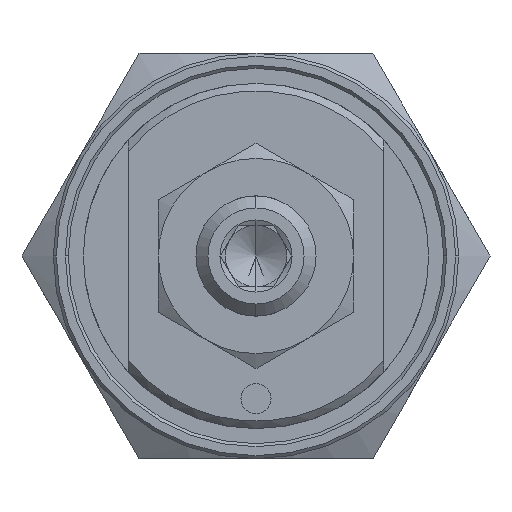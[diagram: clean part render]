
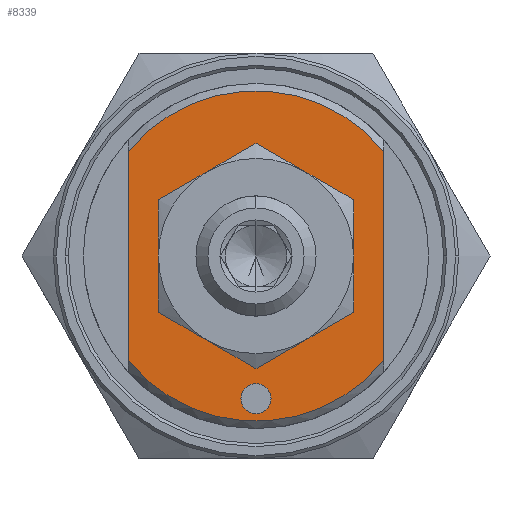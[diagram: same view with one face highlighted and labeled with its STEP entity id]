
A CAD part, left-side view. The second image highlights one B-rep face of the part: STEP entity #8339.
In plain terms, the highlighted planar face has unit normal (-1, 0, 0).
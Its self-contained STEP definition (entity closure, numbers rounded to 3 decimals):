
#258 = CARTESIAN_POINT ( 'NONE',  ( -14., -8.5, 6.982 ) ) ;
#308 = CARTESIAN_POINT ( 'NONE',  ( -14., 1., -9.5 ) ) ;
#377 = AXIS2_PLACEMENT_3D ( 'NONE', #6515, #1451, #7352 ) ;
#489 = EDGE_CURVE ( 'NONE', #9685, #8045, #6995, .T. ) ;
#571 = ORIENTED_EDGE ( 'NONE', *, *, #9648, .F. ) ;
#746 = ORIENTED_EDGE ( 'NONE', *, *, #9965, .F. ) ;
#978 = LINE ( 'NONE', #10122, #7447 ) ;
#1264 = CARTESIAN_POINT ( 'NONE',  ( -14., -4.7, 0. ) ) ;
#1318 = EDGE_CURVE ( 'NONE', #1416, #4634, #5419, .T. ) ;
#1416 = VERTEX_POINT ( 'NONE', #1264 ) ;
#1451 = DIRECTION ( 'NONE',  ( 1., 0., 0. ) ) ;
#1471 = EDGE_CURVE ( 'NONE', #10342, #6625, #2503, .T. ) ;
#1757 = EDGE_LOOP ( 'NONE', ( #746, #9808 ) ) ;
#1868 = DIRECTION ( 'NONE',  ( -1., 0., 0. ) ) ;
#1925 = AXIS2_PLACEMENT_3D ( 'NONE', #4646, #3694, #8055 ) ;
#1937 = ORIENTED_EDGE ( 'NONE', *, *, #6965, .T. ) ;
#2144 = AXIS2_PLACEMENT_3D ( 'NONE', #5590, #6348, #5996 ) ;
#2308 = DIRECTION ( 'NONE',  ( -1., 0., 0. ) ) ;
#2503 = CIRCLE ( 'NONE', #1925, 1. ) ;
#2791 = VECTOR ( 'NONE', #8062, 1000. ) ;
#2971 = CARTESIAN_POINT ( 'NONE',  ( -14., -8.5, 11.5 ) ) ;
#3069 = CARTESIAN_POINT ( 'NONE',  ( -14., 0., 0. ) ) ;
#3290 = CARTESIAN_POINT ( 'NONE',  ( -14., -8.5, -6.982 ) ) ;
#3516 = ORIENTED_EDGE ( 'NONE', *, *, #489, .T. ) ;
#3632 = CIRCLE ( 'NONE', #377, 4.7 ) ;
#3694 = DIRECTION ( 'NONE',  ( -1., 0., 0. ) ) ;
#3817 = DIRECTION ( 'NONE',  ( -1., 0., 0. ) ) ;
#3909 = DIRECTION ( 'NONE',  ( 0., 1., 0. ) ) ;
#4161 = EDGE_LOOP ( 'NONE', ( #4800, #1937 ) ) ;
#4441 = FACE_OUTER_BOUND ( 'NONE', #8096, .T. ) ;
#4634 = VERTEX_POINT ( 'NONE', #10867 ) ;
#4646 = CARTESIAN_POINT ( 'NONE',  ( -14., 0., -9.5 ) ) ;
#4719 = FACE_BOUND ( 'NONE', #4161, .T. ) ;
#4800 = ORIENTED_EDGE ( 'NONE', *, *, #1318, .T. ) ;
#5052 = DIRECTION ( 'NONE',  ( 0., 0., 1. ) ) ;
#5217 = AXIS2_PLACEMENT_3D ( 'NONE', #8897, #3817, #9763 ) ;
#5419 = CIRCLE ( 'NONE', #2144, 4.7 ) ;
#5590 = CARTESIAN_POINT ( 'NONE',  ( -14., 0., 0. ) ) ;
#5770 = AXIS2_PLACEMENT_3D ( 'NONE', #7363, #2308, #8229 ) ;
#5952 = VERTEX_POINT ( 'NONE', #258 ) ;
#5996 = DIRECTION ( 'NONE',  ( 0., 1., 0. ) ) ;
#6109 = ORIENTED_EDGE ( 'NONE', *, *, #8885, .T. ) ;
#6348 = DIRECTION ( 'NONE',  ( 1., 0., 0. ) ) ;
#6422 = VERTEX_POINT ( 'NONE', #7366 ) ;
#6515 = CARTESIAN_POINT ( 'NONE',  ( -14., 0., 0. ) ) ;
#6625 = VERTEX_POINT ( 'NONE', #8506 ) ;
#6932 = DIRECTION ( 'NONE',  ( 0., 1., 0. ) ) ;
#6965 = EDGE_CURVE ( 'NONE', #4634, #1416, #3632, .T. ) ;
#6995 = CIRCLE ( 'NONE', #9856, 11. ) ;
#7170 = ORIENTED_EDGE ( 'NONE', *, *, #9977, .F. ) ;
#7302 = LINE ( 'NONE', #2971, #2791 ) ;
#7352 = DIRECTION ( 'NONE',  ( 0., 1., 0. ) ) ;
#7363 = CARTESIAN_POINT ( 'NONE',  ( -14., 0., 0. ) ) ;
#7366 = CARTESIAN_POINT ( 'NONE',  ( -14., 8.5, 6.982 ) ) ;
#7447 = VECTOR ( 'NONE', #5052, 1000. ) ;
#7477 = CIRCLE ( 'NONE', #5770, 11. ) ;
#7772 = CARTESIAN_POINT ( 'NONE',  ( -14., 0., 0. ) ) ;
#8045 = VERTEX_POINT ( 'NONE', #3290 ) ;
#8055 = DIRECTION ( 'NONE',  ( 0., -1., 0. ) ) ;
#8062 = DIRECTION ( 'NONE',  ( 0., 0., -1. ) ) ;
#8096 = EDGE_LOOP ( 'NONE', ( #6109, #571, #3516, #7170 ) ) ;
#8118 = PLANE ( 'NONE',  #8708 ) ;
#8229 = DIRECTION ( 'NONE',  ( 0., 1., 0. ) ) ;
#8339 = ADVANCED_FACE ( 'NONE', ( #4719, #4441, #10913 ), #8118, .F. ) ;
#8506 = CARTESIAN_POINT ( 'NONE',  ( -14., -1., -9.5 ) ) ;
#8708 = AXIS2_PLACEMENT_3D ( 'NONE', #3069, #8977, #3909 ) ;
#8885 = EDGE_CURVE ( 'NONE', #5952, #6422, #7477, .T. ) ;
#8897 = CARTESIAN_POINT ( 'NONE',  ( -14., 0., -9.5 ) ) ;
#8977 = DIRECTION ( 'NONE',  ( 1., 0., 0. ) ) ;
#9274 = CIRCLE ( 'NONE', #5217, 1. ) ;
#9368 = CARTESIAN_POINT ( 'NONE',  ( -14., 8.5, -6.982 ) ) ;
#9648 = EDGE_CURVE ( 'NONE', #9685, #6422, #978, .T. ) ;
#9685 = VERTEX_POINT ( 'NONE', #9368 ) ;
#9763 = DIRECTION ( 'NONE',  ( 0., -1., 0. ) ) ;
#9808 = ORIENTED_EDGE ( 'NONE', *, *, #1471, .F. ) ;
#9856 = AXIS2_PLACEMENT_3D ( 'NONE', #7772, #1868, #6932 ) ;
#9965 = EDGE_CURVE ( 'NONE', #6625, #10342, #9274, .T. ) ;
#9977 = EDGE_CURVE ( 'NONE', #5952, #8045, #7302, .T. ) ;
#10122 = CARTESIAN_POINT ( 'NONE',  ( -14., 8.5, 11.5 ) ) ;
#10342 = VERTEX_POINT ( 'NONE', #308 ) ;
#10867 = CARTESIAN_POINT ( 'NONE',  ( -14., 4.7, 0. ) ) ;
#10913 = FACE_BOUND ( 'NONE', #1757, .T. ) ;
